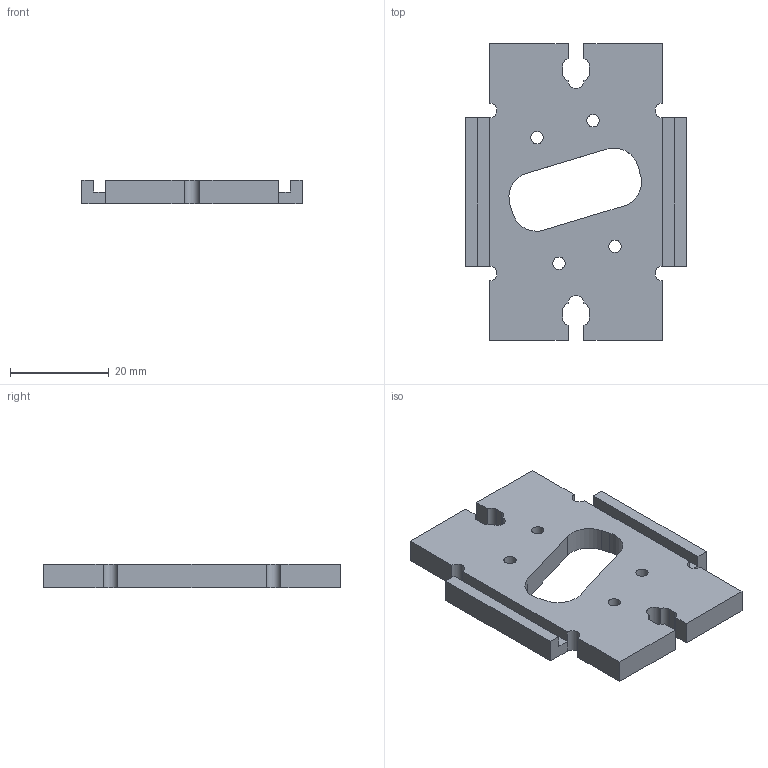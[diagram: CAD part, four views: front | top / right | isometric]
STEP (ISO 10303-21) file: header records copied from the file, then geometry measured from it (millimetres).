
FILE_DESCRIPTION(/* description */ ('Unknown'),/* implementation_level */ '2;1');
FILE_NAME(/* name */ 'side_linear_tapp',/* time_stamp */ '2020-03-20T10:01:49+02:00',/* author */ ('Unknown'),/* organization */ ('Unknown'),/* preprocessor_version */ 'ST-DEVELOPER v16.7',/* originating_system */ 'DEX',/* authorisation */ $);
FILE_SCHEMA (('AUTOMOTIVE_DESIGN {1 0 10303 214 3 1 1}'));
Length unit declared in the file: millimetre
Products named in the file (1): side_linear_tapp
Bounding box: 44.6 x 60 x 4.8 mm (x, y, z)
Volume: 9155.4 mm3; surface area: 5925.9 mm2
Topology: 1 solids, 1 shells, 58 faces, 164 edges, 108 vertices
Faces by surface type: plane 36, cylinder 22
Full cylindrical faces by diameter (mm): 2.5 x4
Entity records: 1912 total; most frequent: CARTESIAN_POINT 327, DIRECTION 322, ORIENTED_EDGE 320, EDGE_CURVE 160, LINE 116, VECTOR 116, VERTEX_POINT 108, AXIS2_PLACEMENT_3D 103
